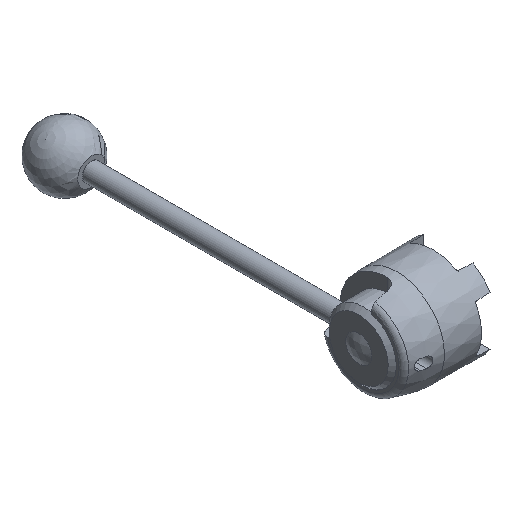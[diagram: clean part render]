
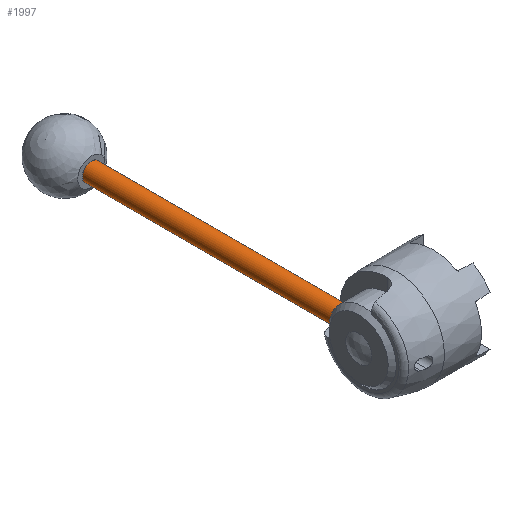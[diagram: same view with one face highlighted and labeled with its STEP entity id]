
A CAD part, isometric view. The second image highlights one B-rep face of the part: STEP entity #1997.
In plain terms, the highlighted cylindrical face has radius 5.9 mm (diameter 11.8 mm), a full revolution.
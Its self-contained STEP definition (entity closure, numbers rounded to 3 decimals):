
#1966=CARTESIAN_POINT('',(-52.3,9.,0.));
#1967=VERTEX_POINT('',#1966);
#1968=CARTESIAN_POINT('',(-46.4,9.,0.));
#1969=DIRECTION('',(0.0,1.0,0.0));
#1970=DIRECTION('',(-1.0,0.0,0.0));
#1971=AXIS2_PLACEMENT_3D('',#1968,#1969,#1970);
#1972=CIRCLE('',#1971,5.9);
#1973=EDGE_CURVE('',#1967,#1967,#1972,.T.);
#1978=CARTESIAN_POINT('',(-46.4,99.5,0.));
#1979=DIRECTION('',(0.0,1.0,0.0));
#1980=DIRECTION('',(-1.0,0.0,0.0));
#1981=AXIS2_PLACEMENT_3D('',#1978,#1979,#1980);
#1982=CYLINDRICAL_SURFACE('',#1981,5.9);
#1983=CARTESIAN_POINT('',(-52.3,190.,0.));
#1984=VERTEX_POINT('',#1983);
#1985=CARTESIAN_POINT('',(-46.4,190.,0.));
#1986=DIRECTION('',(0.0,1.0,0.0));
#1987=DIRECTION('',(-1.0,0.0,0.0));
#1988=AXIS2_PLACEMENT_3D('',#1985,#1986,#1987);
#1989=CIRCLE('',#1988,5.9);
#1990=EDGE_CURVE('',#1984,#1984,#1989,.T.);
#1991=ORIENTED_EDGE('',*,*,#1990,.F.);
#1992=EDGE_LOOP('',(#1991));
#1993=FACE_OUTER_BOUND('',#1992,.T.);
#1994=ORIENTED_EDGE('',*,*,#1973,.T.);
#1995=EDGE_LOOP('',(#1994));
#1996=FACE_BOUND('',#1995,.T.);
#1997=ADVANCED_FACE('',(#1993,#1996),#1982,.T.);
